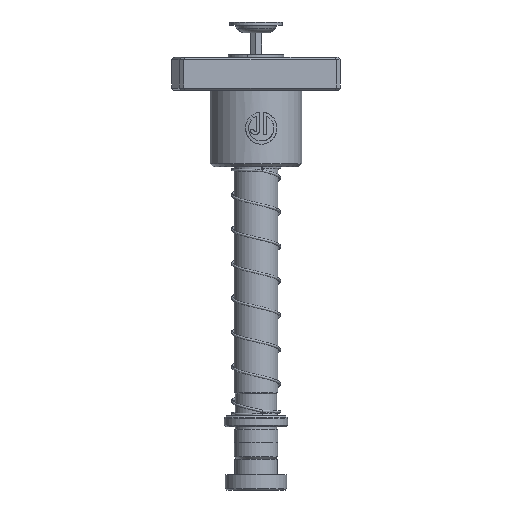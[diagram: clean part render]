
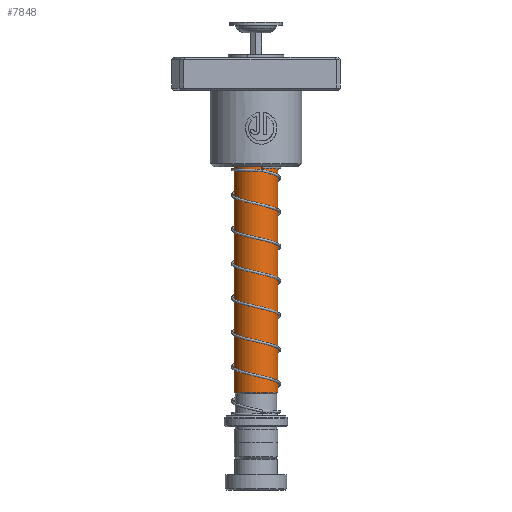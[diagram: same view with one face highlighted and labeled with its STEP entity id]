
A CAD part, front view. The second image highlights one B-rep face of the part: STEP entity #7848.
In plain terms, the highlighted cylindrical face has radius 10.009 mm (diameter 20.018 mm), a partial arc.
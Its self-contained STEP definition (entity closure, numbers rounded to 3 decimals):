
#14 = CARTESIAN_POINT ( 'NONE',  ( -10.009, 0., 30.5 ) ) ;
#40 = EDGE_CURVE ( 'NONE', #9319, #33581, #32245, .T. ) ;
#831 = DIRECTION ( 'NONE',  ( 0., 0., -1. ) ) ;
#1783 = FACE_OUTER_BOUND ( 'NONE', #6433, .T. ) ;
#3254 = CYLINDRICAL_SURFACE ( 'NONE', #20425, 10.009 ) ;
#4288 = CARTESIAN_POINT ( 'NONE',  ( 0., 0., 183. ) ) ;
#5378 = DIRECTION ( 'NONE',  ( 0., 0., -1. ) ) ;
#6433 = EDGE_LOOP ( 'NONE', ( #18105, #32854, #11332, #10923 ) ) ;
#6545 = VERTEX_POINT ( 'NONE', #38124 ) ;
#7138 = DIRECTION ( 'NONE',  ( 0., 0., -1. ) ) ;
#7848 = ADVANCED_FACE ( 'NONE', ( #1783 ), #3254, .T. ) ;
#9029 = CARTESIAN_POINT ( 'NONE',  ( -10.009, 0., 183. ) ) ;
#9319 = VERTEX_POINT ( 'NONE', #9029 ) ;
#9767 = DIRECTION ( 'NONE',  ( 1., 0., 0. ) ) ;
#10923 = ORIENTED_EDGE ( 'NONE', *, *, #11663, .T. ) ;
#11332 = ORIENTED_EDGE ( 'NONE', *, *, #40, .T. ) ;
#11615 = AXIS2_PLACEMENT_3D ( 'NONE', #4288, #28267, #25472 ) ;
#11663 = EDGE_CURVE ( 'NONE', #33581, #6545, #17883, .T. ) ;
#17453 = CARTESIAN_POINT ( 'NONE',  ( 10.009, 0., 185. ) ) ;
#17883 = CIRCLE ( 'NONE', #21779, 10.009 ) ;
#18105 = ORIENTED_EDGE ( 'NONE', *, *, #20196, .F. ) ;
#18813 = CARTESIAN_POINT ( 'NONE',  ( -10.009, 0., 185. ) ) ;
#18852 = EDGE_CURVE ( 'NONE', #22557, #9319, #33361, .T. ) ;
#19281 = CARTESIAN_POINT ( 'NONE',  ( 0., 0., 185. ) ) ;
#20196 = EDGE_CURVE ( 'NONE', #22557, #6545, #33804, .T. ) ;
#20425 = AXIS2_PLACEMENT_3D ( 'NONE', #19281, #7138, #31396 ) ;
#21779 = AXIS2_PLACEMENT_3D ( 'NONE', #33938, #37144, #9767 ) ;
#22557 = VERTEX_POINT ( 'NONE', #26116 ) ;
#25472 = DIRECTION ( 'NONE',  ( 1., 0., 0. ) ) ;
#26116 = CARTESIAN_POINT ( 'NONE',  ( 10.009, 0., 183. ) ) ;
#28267 = DIRECTION ( 'NONE',  ( 0., 0., -1. ) ) ;
#31396 = DIRECTION ( 'NONE',  ( -1., 0., 0. ) ) ;
#31795 = VECTOR ( 'NONE', #831, 1000. ) ;
#32245 = LINE ( 'NONE', #18813, #31795 ) ;
#32818 = VECTOR ( 'NONE', #5378, 1000. ) ;
#32854 = ORIENTED_EDGE ( 'NONE', *, *, #18852, .T. ) ;
#33361 = CIRCLE ( 'NONE', #11615, 10.009 ) ;
#33581 = VERTEX_POINT ( 'NONE', #14 ) ;
#33804 = LINE ( 'NONE', #17453, #32818 ) ;
#33938 = CARTESIAN_POINT ( 'NONE',  ( 0., 0., 30.5 ) ) ;
#37144 = DIRECTION ( 'NONE',  ( 0., 0., 1. ) ) ;
#38124 = CARTESIAN_POINT ( 'NONE',  ( 10.009, 0., 30.5 ) ) ;
